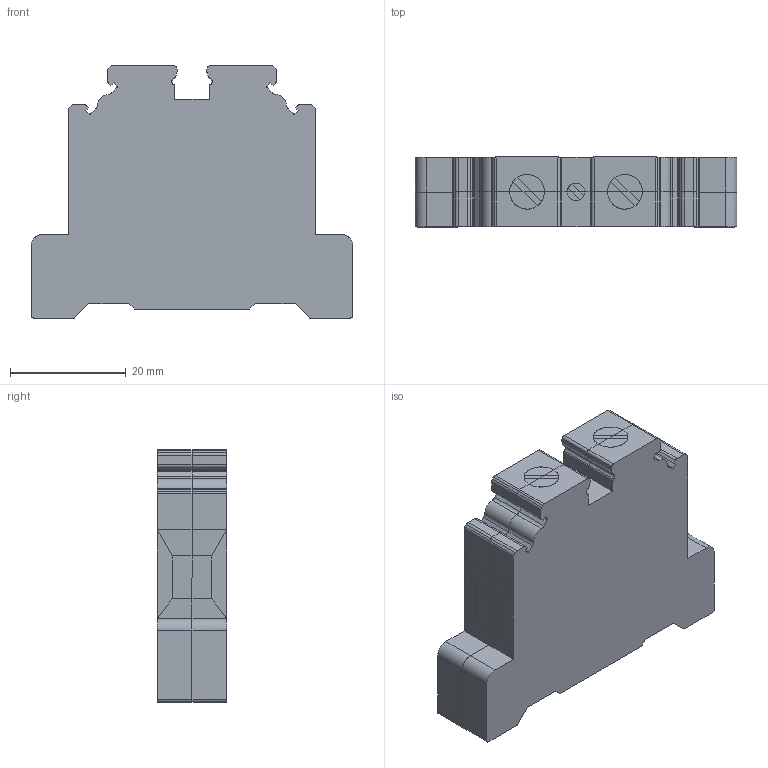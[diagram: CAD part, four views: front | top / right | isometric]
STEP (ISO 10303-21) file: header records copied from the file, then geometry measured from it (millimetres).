
FILE_DESCRIPTION (( 'STEP AP203' ), '1' );
FILE_NAME ('CGT16N.STEP', '2024-12-06T07:56:24', ( '' ), ( '' ), 'SwSTEP 2.0', 'SolidWorks 2022', '' );
FILE_SCHEMA (( 'CONFIG_CONTROL_DESIGN' ));
Length unit declared in the file: millimetre
Products named in the file (1): CGT16N
Bounding box: 55.5 x 12 x 43.53 mm (x, y, z)
Volume: 21987.3 mm3; surface area: 9955.8 mm2
Topology: 2 solids, 2 shells, 260 faces, 748 edges, 492 vertices
Faces by surface type: plane 170, cylinder 90
Entity records: 8765 total; most frequent: CARTESIAN_POINT 1963, ORIENTED_EDGE 1496, DIRECTION 1282, EDGE_CURVE 748, LINE 544, VECTOR 544, VERTEX_POINT 492, AXIS2_PLACEMENT_3D 369
